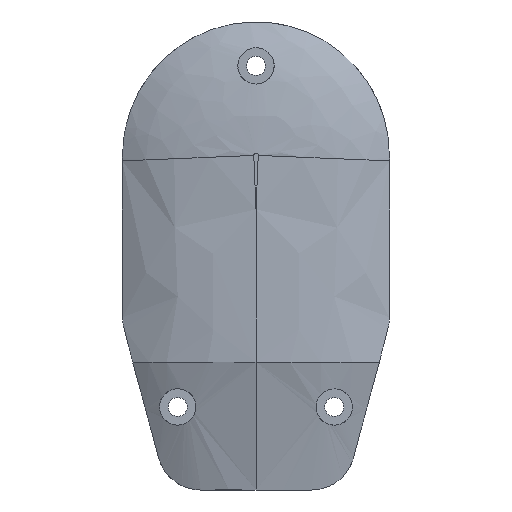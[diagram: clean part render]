
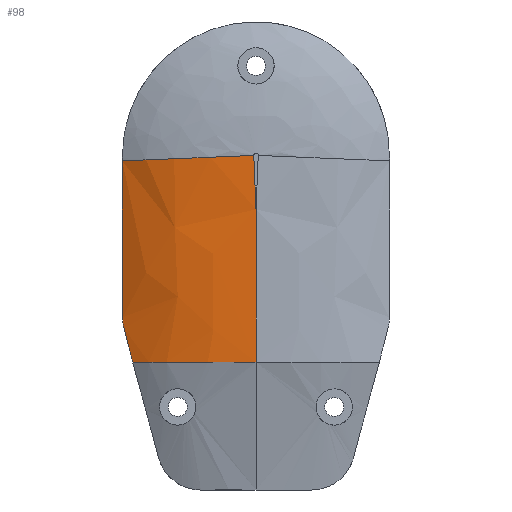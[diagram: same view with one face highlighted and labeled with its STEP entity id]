
A CAD part, left-side view. The second image highlights one B-rep face of the part: STEP entity #98.
In plain terms, the highlighted free-form (B-spline) face has degree [2, 3] with [3, 4] control points.
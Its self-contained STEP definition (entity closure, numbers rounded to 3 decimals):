
#7 = CARTESIAN_POINT ( 'NONE',  ( -17.6, 37.468, -1.552 ) ) ;
#16 = CARTESIAN_POINT ( 'NONE',  ( -17.6, 36.932, -14.496 ) ) ;
#28 = CARTESIAN_POINT ( 'NONE',  ( -57., 37.468, -1.552 ) ) ;
#38 = CARTESIAN_POINT ( 'NONE',  ( -57., -0.136, -12.961 ) ) ;
#63 = ORIENTED_EDGE ( 'NONE', *, *, #884, .F. ) ;
#98 = ADVANCED_FACE ( 'NONE', ( #1362 ), #905, .T. ) ;
#110 = CARTESIAN_POINT ( 'NONE',  ( -57., 0.4, -0.017 ) ) ;
#161 = CARTESIAN_POINT ( 'NONE',  ( -51.974, 23.056, -32.958 ) ) ;
#182 = CARTESIAN_POINT ( 'NONE',  ( -57., -1.208, -38.849 ) ) ;
#202 = CARTESIAN_POINT ( 'NONE',  ( -51.594, 23.761, -30.315 ) ) ;
#211 = ORIENTED_EDGE ( 'NONE', *, *, #1651, .F. ) ;
#321 = B_SPLINE_CURVE_WITH_KNOTS ( 'NONE', 3,
 ( #1330, #1189, #202, #695 ),
 .UNSPECIFIED., .F., .F.,
 ( 4, 4 ),
 ( 0., 0.002 ),
 .UNSPECIFIED. ) ;
#346 = CARTESIAN_POINT ( 'NONE',  ( -51.689, 23.585, -30.974 ) ) ;
#366 = VERTEX_POINT ( 'NONE', #346 ) ;
#369 = CARTESIAN_POINT ( 'NONE',  ( -57., -0.672, -25.905 ) ) ;
#418 = CARTESIAN_POINT ( 'NONE',  ( -57., 0., -9.893 ) ) ;
#426 = CARTESIAN_POINT ( 'NONE',  ( -57., 0.266, -3.234 ) ) ;
#437 = CARTESIAN_POINT ( 'NONE',  ( -51.572, 23.85, -28.952 ) ) ;
#498 = CARTESIAN_POINT ( 'NONE',  ( -52.236, 23.925, -0.991 ) ) ;
#502 = VERTEX_POINT ( 'NONE', #1819 ) ;
#564 = VERTEX_POINT ( 'NONE', #1870 ) ;
#571 = B_SPLINE_CURVE_WITH_KNOTS ( 'NONE', 3,
 ( #907, #1248, #1076, #1061 ),
 .UNSPECIFIED., .F., .F.,
 ( 4, 4 ),
 ( 0., 0.339 ),
 .UNSPECIFIED. ) ;
#633 = CARTESIAN_POINT ( 'NONE',  ( -52.434, 22.067, -36.957 ) ) ;
#686 = CARTESIAN_POINT ( 'NONE',  ( -17.6, 36.396, -27.44 ) ) ;
#695 = CARTESIAN_POINT ( 'NONE',  ( -51.689, 23.585, -30.974 ) ) ;
#696 =( BOUNDED_CURVE ( )  B_SPLINE_CURVE ( 2, ( #498, #1014, #1323 ),
 .UNSPECIFIED., .F., .F. ) 
 B_SPLINE_CURVE_WITH_KNOTS ( ( 3, 3 ),
 ( 0.633, 1. ),
 .UNSPECIFIED. ) 
 CURVE ( )  GEOMETRIC_REPRESENTATION_ITEM ( )  RATIONAL_B_SPLINE_CURVE ( ( 1.103, 1.082, 1. ) ) 
 REPRESENTATION_ITEM ( '' )  );
#702 = B_SPLINE_CURVE_WITH_KNOTS ( 'NONE', 3,
 ( #1558, #1914, #895, #437 ),
 .UNSPECIFIED., .F., .F.,
 ( 4, 4 ),
 ( 0., 0.028 ),
 .UNSPECIFIED. ) ;
#713 = VERTEX_POINT ( 'NONE', #829 ) ;
#766 = CARTESIAN_POINT ( 'NONE',  ( -57., 0.133, -6.451 ) ) ;
#829 = CARTESIAN_POINT ( 'NONE',  ( -52.434, 22.067, -36.957 ) ) ;
#837 = CARTESIAN_POINT ( 'NONE',  ( -57., 36.932, -14.496 ) ) ;
#884 = EDGE_CURVE ( 'NONE', #2021, #713, #571, .T. ) ;
#894 = VERTEX_POINT ( 'NONE', #918 ) ;
#895 = CARTESIAN_POINT ( 'NONE',  ( -51.823, 23.85, -19.631 ) ) ;
#902 = EDGE_CURVE ( 'NONE', #1783, #894, #702, .T. ) ;
#905 =( BOUNDED_SURFACE ( )  B_SPLINE_SURFACE ( 2, 3, ( 
 ( #1833, #38, #369, #182 ),
 ( #28, #837, #1659, #1321 ),
 ( #7, #16, #686, #1500 ) ),
 .UNSPECIFIED., .F., .F., .F. ) 
 B_SPLINE_SURFACE_WITH_KNOTS ( ( 3, 3 ),
 ( 4, 4 ),
 ( 0., 1. ),
 ( -0.035, 0.003 ),
 .UNSPECIFIED. ) 
 GEOMETRIC_REPRESENTATION_ITEM ( )  RATIONAL_B_SPLINE_SURFACE ( (
 ( 1., 1., 1., 1.),
 ( 1.222, 1.222, 1.222, 1.222),
 ( 1., 1., 1., 1.) ) ) 
 REPRESENTATION_ITEM ( '' )  SURFACE ( )  );
#907 = CARTESIAN_POINT ( 'NONE',  ( -56.997, 0., -37. ) ) ;
#910 = CARTESIAN_POINT ( 'NONE',  ( -56.998, -0.005, -27.964 ) ) ;
#918 = CARTESIAN_POINT ( 'NONE',  ( -51.572, 23.85, -28.952 ) ) ;
#942 = EDGE_CURVE ( 'NONE', #502, #564, #1916, .T. ) ;
#962 = CARTESIAN_POINT ( 'NONE',  ( -52.238, 22.526, -34.943 ) ) ;
#1014 = CARTESIAN_POINT ( 'NONE',  ( -57., 15.769, -0.653 ) ) ;
#1051 = EDGE_CURVE ( 'NONE', #366, #713, #1968, .T. ) ;
#1061 = CARTESIAN_POINT ( 'NONE',  ( -52.434, 22.067, -36.957 ) ) ;
#1076 = CARTESIAN_POINT ( 'NONE',  ( -55.351, 16.591, -37. ) ) ;
#1078 = CARTESIAN_POINT ( 'NONE',  ( -57., -0.005, -18.929 ) ) ;
#1096 = CARTESIAN_POINT ( 'NONE',  ( -57., 0., -9.668 ) ) ;
#1189 = CARTESIAN_POINT ( 'NONE',  ( -51.554, 23.85, -29.641 ) ) ;
#1210 = ORIENTED_EDGE ( 'NONE', *, *, #1051, .T. ) ;
#1220 = ORIENTED_EDGE ( 'NONE', *, *, #902, .T. ) ;
#1248 = CARTESIAN_POINT ( 'NONE',  ( -56.891, 9.245, -37. ) ) ;
#1305 = EDGE_CURVE ( 'NONE', #894, #366, #321, .T. ) ;
#1321 = CARTESIAN_POINT ( 'NONE',  ( -57., 35.86, -40.384 ) ) ;
#1323 = CARTESIAN_POINT ( 'NONE',  ( -57., 0.4, -0.017 ) ) ;
#1330 = CARTESIAN_POINT ( 'NONE',  ( -51.572, 23.85, -28.952 ) ) ;
#1362 = FACE_OUTER_BOUND ( 'NONE', #2102, .T. ) ;
#1401 = ORIENTED_EDGE ( 'NONE', *, *, #1305, .T. ) ;
#1441 = CARTESIAN_POINT ( 'NONE',  ( -56.997, 0., -37. ) ) ;
#1494 = CARTESIAN_POINT ( 'NONE',  ( -52.236, 23.925, -0.991 ) ) ;
#1500 = CARTESIAN_POINT ( 'NONE',  ( -17.6, 35.86, -40.384 ) ) ;
#1558 = CARTESIAN_POINT ( 'NONE',  ( -52.236, 23.925, -0.991 ) ) ;
#1651 = EDGE_CURVE ( 'NONE', #564, #2021, #1899, .T. ) ;
#1659 = CARTESIAN_POINT ( 'NONE',  ( -57., 36.396, -27.44 ) ) ;
#1730 = CARTESIAN_POINT ( 'NONE',  ( -56.997, 0., -37. ) ) ;
#1731 = ORIENTED_EDGE ( 'NONE', *, *, #2057, .F. ) ;
#1783 = VERTEX_POINT ( 'NONE', #1494 ) ;
#1819 = CARTESIAN_POINT ( 'NONE',  ( -57., 0.4, -0.017 ) ) ;
#1833 = CARTESIAN_POINT ( 'NONE',  ( -57., 0.4, -0.017 ) ) ;
#1870 = CARTESIAN_POINT ( 'NONE',  ( -57., 0., -9.668 ) ) ;
#1899 = B_SPLINE_CURVE_WITH_KNOTS ( 'NONE', 3,
 ( #418, #1078, #910, #1730 ),
 .UNSPECIFIED., .F., .F.,
 ( 4, 4 ),
 ( 0., 1. ),
 .UNSPECIFIED. ) ;
#1914 = CARTESIAN_POINT ( 'NONE',  ( -52.058, 23.85, -10.309 ) ) ;
#1916 = B_SPLINE_CURVE_WITH_KNOTS ( 'NONE', 3,
 ( #110, #426, #766, #1096 ),
 .UNSPECIFIED., .F., .F.,
 ( 4, 4 ),
 ( 0., 1. ),
 .UNSPECIFIED. ) ;
#1946 = ORIENTED_EDGE ( 'NONE', *, *, #942, .F. ) ;
#1947 = CARTESIAN_POINT ( 'NONE',  ( -51.689, 23.585, -30.974 ) ) ;
#1968 = B_SPLINE_CURVE_WITH_KNOTS ( 'NONE', 3,
 ( #1947, #161, #962, #633 ),
 .UNSPECIFIED., .F., .F.,
 ( 4, 4 ),
 ( 0., 0.006 ),
 .UNSPECIFIED. ) ;
#2021 = VERTEX_POINT ( 'NONE', #1441 ) ;
#2057 = EDGE_CURVE ( 'NONE', #1783, #502, #696, .T. ) ;
#2102 = EDGE_LOOP ( 'NONE', ( #1401, #1210, #63, #211, #1946, #1731, #1220 ) ) ;
